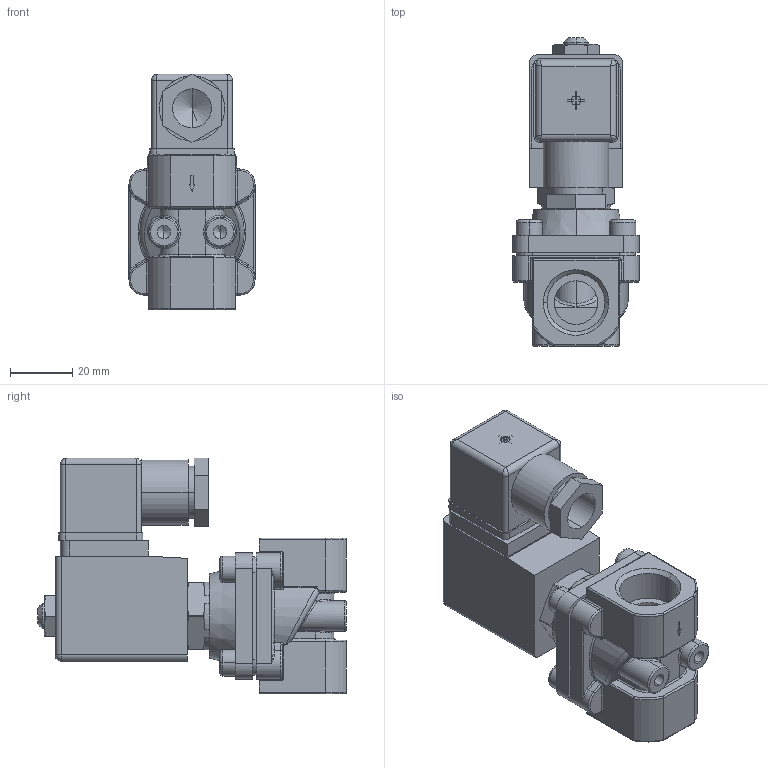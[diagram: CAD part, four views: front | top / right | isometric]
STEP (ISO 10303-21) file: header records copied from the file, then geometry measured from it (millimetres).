
FILE_DESCRIPTION (( 'STEP AP214' ), '1' );
FILE_NAME ('221 DN10 G12.STEP', '2018-02-01T07:52:15', ( '' ), ( '' ), 'SwSTEP 2.0', 'SolidWorks 2015', '' );
FILE_SCHEMA (( 'AUTOMOTIVE_DESIGN' ));
Length unit declared in the file: millimetre
Products named in the file (16): ENG-013709_30 001 001; ENG-011942; ENG-016259; ENG-016250; ENG-016089_geschlossen; ENG-016262; ENG-016261; ENG-016257; ENG-016256; ENG-016252_geschlossen; ENG-016248; ENG-016247; ENG-016068_VA; ENG-016067; 221 DN10 G12; ENG-003371
Assembly tree (18 placements, depth 2):
  221 DN10 G12
    ENG-016067
    ENG-016068_VA
    ENG-016247
    ENG-016248
    ENG-016252_geschlossen
    ENG-016256
    ENG-016257
    ENG-016261
    ENG-016262
    ENG-016089_geschlossen
    ENG-016250
    ENG-016259
    ENG-011942  x4
    ENG-013709_30 001 001
    ENG-003371
Bounding box: 40.5 x 99.1 x 75.7 mm (x, y, z)
Volume: 110726.3 mm3; surface area: 52851.7 mm2
Topology: 18 solids, 20 shells, 1236 faces, 3169 edges, 2000 vertices
Faces by surface type: cylinder 703, plane 272, torus 106, cone 105, bspline 38, sphere 12
Entity records: 47535 total; most frequent: CARTESIAN_POINT 18971, ORIENTED_EDGE 6030, DIRECTION 4641, EDGE_CURVE 3015, AXIS2_PLACEMENT_3D 1945, VERTEX_POINT 1922, EDGE_LOOP 1285, FACE_OUTER_BOUND 1176
